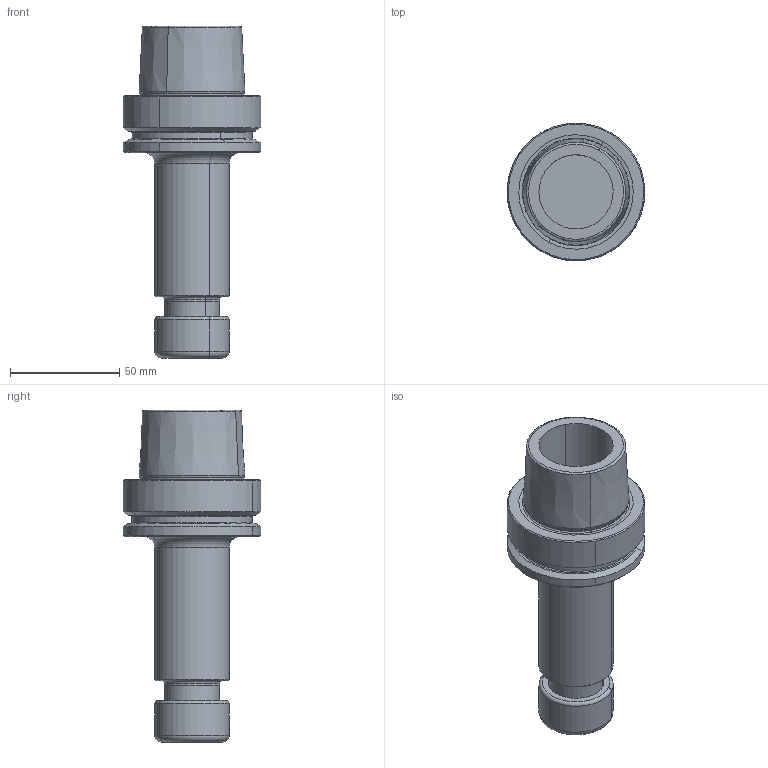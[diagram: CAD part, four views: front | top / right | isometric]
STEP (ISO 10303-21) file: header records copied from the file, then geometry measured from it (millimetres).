
FILE_DESCRIPTION(('CATIA V5 STEP','CAx-IF Rec.Pracs.--- Model Styling and Organization---1.2---2011-12-15'),'2;1');
FILE_NAME('4561217-L-B.stp','2016-03-07T05:43:24+00:00',('none'),('none'),'CATIA Version 5 Release 21 SP 5 (IN-10)','CATIA V5 STEP AP214','none');
FILE_SCHEMA(('AUTOMOTIVE_DESIGN { 1 0 10303 214 1 1 1 1 }'));
Length unit declared in the file: millimetre
Products named in the file (1): HSK A 63 ER20X120
Bounding box: 62.99 x 63 x 152 mm (x, y, z)
Volume: 165835.7 mm3; surface area: 33891.5 mm2
Topology: 1 solids, 1 shells, 76 faces, 217 edges, 150 vertices
Faces by surface type: cylinder 24, cone 22, torus 20, plane 10
Entity records: 2446 total; most frequent: CARTESIAN_POINT 604, ORIENTED_EDGE 430, DIRECTION 279, EDGE_CURVE 215, AXIS2_PLACEMENT_3D 188, VERTEX_POINT 150, CIRCLE 142, EDGE_LOOP 85
